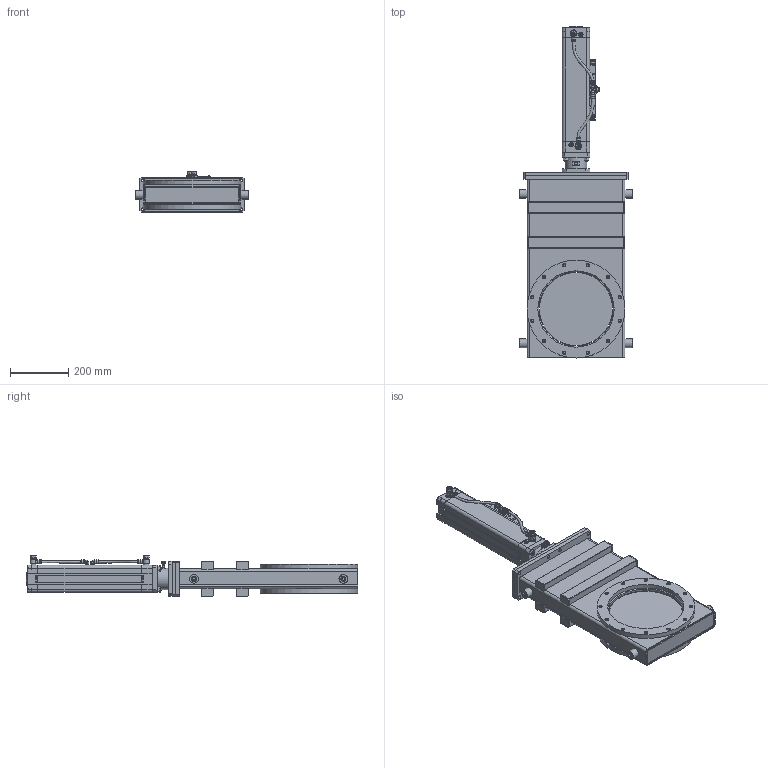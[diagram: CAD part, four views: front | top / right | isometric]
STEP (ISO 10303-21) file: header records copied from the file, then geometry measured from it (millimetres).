
FILE_DESCRIPTION(('STEP AP242'), '1');
FILE_NAME('櫻蠉錪', '', ('UNSPECIFIED'), ('UNSPECIFIED'), 'C3D Converter', 'C3D Toolkit', '');
FILE_SCHEMA(('AP242_MANAGED_MODEL_BASED_3D_ENGINEERING_MIM_LF { 1 0 10303 442 1 1 4 }'));
Length unit declared in the file: millimetre
Bounding box: 387 x 1136 x 139.5 mm (x, y, z)
Surface area: 1274741.6 mm2 (no closed solid volume)
Topology: 0 solids, 154 shells, 753 faces, 2603 edges, 1956 vertices
Faces by surface type: plane 423, cylinder 226, cone 83, torus 12, sphere 7, bspline 2
Full cylindrical faces by diameter (mm): 3.2 x1, 6.8 x2, 7 x3, 7.65 x1, 8 x3, 8.3 x2, 8.376 x16, 8.8 x1, 9.1 x2, 9.2 x2, 9.5 x1, 10 x3, 10.106 x4, 10.5 x8, 11 x16, 11.8 x2, 12 x1, 12.7 x3, 13 x5, 13.4 x2, 13.5 x4, 13.7 x2, 14 x8, 15 x6, 16 x1, 16.7 x2, 17 x4, 17.25 x2, 18 x6, 19.5 x4
Entity records: 41859 total; most frequent: CARTESIAN_POINT 14203, DIRECTION 4407, ORIENTED_EDGE 3355, EDGE_CURVE 2390, VERTEX_POINT 1948, AXIS2_PLACEMENT_3D 1522, LINE 1363, VECTOR 1363
